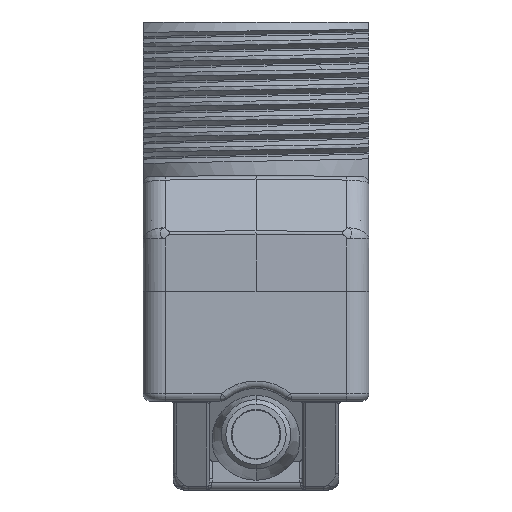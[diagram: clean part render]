
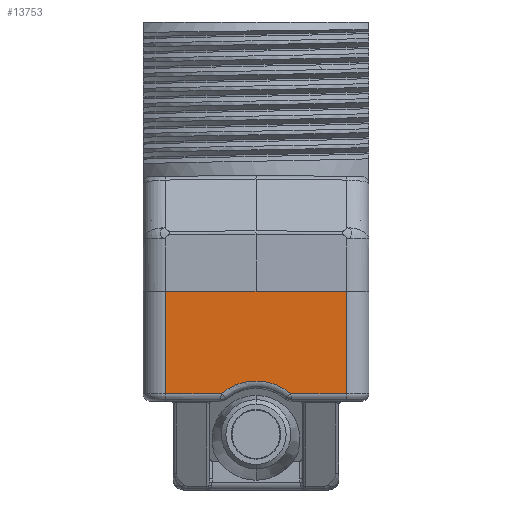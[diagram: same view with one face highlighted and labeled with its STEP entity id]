
A CAD part, front view. The second image highlights one B-rep face of the part: STEP entity #13753.
In plain terms, the highlighted planar face has unit normal (0, -1, 0).
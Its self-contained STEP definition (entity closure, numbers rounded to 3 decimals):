
#4699=CARTESIAN_POINT('',(-2.305,-17.25,
-6.8));
#4725=CARTESIAN_POINT('',(0.,-17.25,-9.5));
#4726=DIRECTION('',(0.,1.,0.));
#4727=DIRECTION('',(-0.649,0.,0.761));
#4728=AXIS2_PLACEMENT_3D('',#4725,#4726,#4727);
#4730=CARTESIAN_POINT('',(2.305,-17.25,
-6.8));
#4758=DIRECTION('',(-1.,0.,0.));
#4759=VECTOR('',#4758,3.695);
#4760=CARTESIAN_POINT('',(6.,-17.25,-6.8));
#4761=LINE('',#4760,#4759);
#4771=DIRECTION('',(1.,0.,0.));
#4772=VECTOR('',#4771,6.);
#4773=CARTESIAN_POINT('',(-6.,-17.25,0.));
#4774=LINE('',#4773,#4772);
#4775=DIRECTION('',(1.,0.,0.));
#4776=VECTOR('',#4775,6.);
#4777=CARTESIAN_POINT('',(0.,-17.25,0.));
#4778=LINE('',#4777,#4776);
#5006=DIRECTION('',(0.,0.,1.));
#5007=VECTOR('',#5006,6.8);
#5008=CARTESIAN_POINT('',(6.,-17.25,-6.8));
#5009=LINE('',#5008,#5007);
#6294=DIRECTION('',(-1.,0.,0.));
#6295=VECTOR('',#6294,3.695);
#6296=CARTESIAN_POINT('',(-2.305,-17.25,
-6.8));
#6297=LINE('',#6296,#6295);
#6331=DIRECTION('',(0.,0.,-1.));
#6332=VECTOR('',#6331,6.8);
#6333=CARTESIAN_POINT('',(-6.,-17.25,0.));
#6334=LINE('',#6333,#6332);
#7615=CARTESIAN_POINT('',(6.,-17.25,-6.8));
#7616=VERTEX_POINT('',#7615);
#7633=CARTESIAN_POINT('',(-6.,-17.25,-6.8));
#7634=VERTEX_POINT('',#7633);
#7639=CARTESIAN_POINT('',(-6.,-17.25,0.));
#7640=VERTEX_POINT('',#7639);
#7641=CARTESIAN_POINT('',(6.,-17.25,0.));
#7642=VERTEX_POINT('',#7641);
#7643=VERTEX_POINT('',#4730);
#7647=VERTEX_POINT('',#4699);
#7691=CARTESIAN_POINT('',(0.,-17.25,0.));
#7693=VERTEX_POINT('',#7691);
#13735=CARTESIAN_POINT('',(0.,-17.25,0.));
#13736=DIRECTION('',(0.,1.,0.));
#13737=DIRECTION('',(1.,0.,0.));
#13738=AXIS2_PLACEMENT_3D('',#13735,#13736,#13737);
#13739=PLANE('',#13738);
#13740=ORIENTED_EDGE('',*,*,#8090,.T.);
#13742=ORIENTED_EDGE('',*,*,#13741,.T.);
#13744=ORIENTED_EDGE('',*,*,#13743,.F.);
#13745=ORIENTED_EDGE('',*,*,#13726,.T.);
#13746=ORIENTED_EDGE('',*,*,#13666,.F.);
#13748=ORIENTED_EDGE('',*,*,#13747,.T.);
#13750=ORIENTED_EDGE('',*,*,#13749,.F.);
#13751=EDGE_LOOP('',(#13740,#13742,#13744,#13745,#13746,#13748,#13750));
#13752=FACE_OUTER_BOUND('',#13751,.F.);
#13753=ADVANCED_FACE('',(#13752),#13739,.F.);
#4729=CIRCLE('',#4728,3.55);
#8090=EDGE_CURVE('',#7640,#7693,#4774,.T.);
#13666=EDGE_CURVE('',#7647,#7643,#4729,.T.);
#13726=EDGE_CURVE('',#7616,#7643,#4761,.T.);
#13741=EDGE_CURVE('',#7693,#7642,#4778,.T.);
#13743=EDGE_CURVE('',#7616,#7642,#5009,.T.);
#13747=EDGE_CURVE('',#7647,#7634,#6297,.T.);
#13749=EDGE_CURVE('',#7640,#7634,#6334,.T.);
